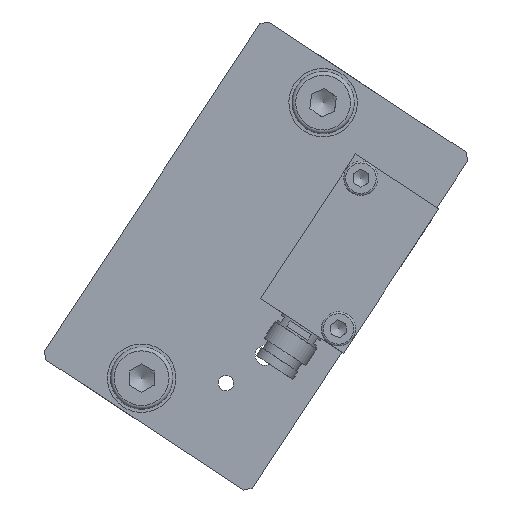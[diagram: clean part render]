
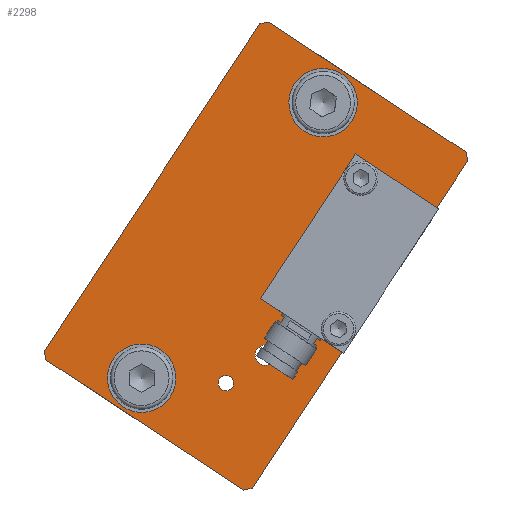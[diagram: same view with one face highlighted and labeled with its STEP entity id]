
A CAD part, left-side view. The second image highlights one B-rep face of the part: STEP entity #2298.
In plain terms, the highlighted planar face has unit normal (-1, 0, 0).
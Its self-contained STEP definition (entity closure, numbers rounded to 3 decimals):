
#168=LINE('',#3608,#304);
#173=LINE('',#3617,#309);
#179=LINE('',#3641,#315);
#181=LINE('',#3644,#317);
#182=LINE('',#3647,#318);
#186=LINE('',#3654,#322);
#188=LINE('',#3659,#324);
#193=LINE('',#3668,#329);
#194=LINE('',#3670,#330);
#195=LINE('',#3689,#331);
#196=LINE('',#3691,#332);
#197=LINE('',#3692,#333);
#304=VECTOR('',#2895,38.);
#309=VECTOR('',#2902,1.414);
#315=VECTOR('',#2924,9.);
#317=VECTOR('',#2926,26.2);
#318=VECTOR('',#2929,1.414);
#322=VECTOR('',#2935,38.);
#324=VECTOR('',#2939,1.414);
#329=VECTOR('',#2948,63.);
#330=VECTOR('',#2951,1.414);
#331=VECTOR('',#2976,15.65);
#332=VECTOR('',#2977,27.8);
#333=VECTOR('',#2978,15.65);
#425=PLANE('',#2501);
#509=FACE_BOUND('',#825,.T.);
#510=FACE_BOUND('',#826,.T.);
#511=FACE_BOUND('',#827,.T.);
#512=FACE_BOUND('',#828,.T.);
#630=FACE_OUTER_BOUND('',#824,.T.);
#824=EDGE_LOOP('',(#1821,#1822,#1823,#1824,#1825,#1826,#1827,#1828,#1829,
#1830,#1831,#1832));
#825=EDGE_LOOP('',(#1833));
#826=EDGE_LOOP('',(#1834));
#827=EDGE_LOOP('',(#1835));
#828=EDGE_LOOP('',(#1836));
#953=CIRCLE('',#2466,5.5);
#955=CIRCLE('',#2471,5.5);
#964=CIRCLE('',#2493,1.621);
#966=CIRCLE('',#2497,1.23);
#1110=VERTEX_POINT('',#3591);
#1112=VERTEX_POINT('',#3598);
#1114=VERTEX_POINT('',#3604);
#1116=VERTEX_POINT('',#3607);
#1119=VERTEX_POINT('',#3616);
#1128=VERTEX_POINT('',#3638);
#1129=VERTEX_POINT('',#3640);
#1130=VERTEX_POINT('',#3642);
#1131=VERTEX_POINT('',#3646);
#1133=VERTEX_POINT('',#3651);
#1135=VERTEX_POINT('',#3658);
#1137=VERTEX_POINT('',#3666);
#1139=VERTEX_POINT('',#3675);
#1141=VERTEX_POINT('',#3681);
#1143=VERTEX_POINT('',#3688);
#1144=VERTEX_POINT('',#3690);
#1347=EDGE_CURVE('',#1110,#1110,#953,.T.);
#1349=EDGE_CURVE('',#1112,#1112,#955,.T.);
#1352=EDGE_CURVE('',#1116,#1114,#168,.T.);
#1357=EDGE_CURVE('',#1116,#1119,#173,.T.);
#1369=EDGE_CURVE('',#1129,#1119,#179,.T.);
#1371=EDGE_CURVE('',#1128,#1130,#181,.T.);
#1372=EDGE_CURVE('',#1128,#1131,#182,.T.);
#1376=EDGE_CURVE('',#1133,#1131,#186,.T.);
#1378=EDGE_CURVE('',#1133,#1135,#188,.T.);
#1383=EDGE_CURVE('',#1137,#1135,#193,.T.);
#1384=EDGE_CURVE('',#1137,#1114,#194,.T.);
#1386=EDGE_CURVE('',#1139,#1139,#964,.T.);
#1388=EDGE_CURVE('',#1141,#1141,#966,.T.);
#1390=EDGE_CURVE('',#1130,#1143,#195,.T.);
#1391=EDGE_CURVE('',#1143,#1144,#196,.T.);
#1392=EDGE_CURVE('',#1144,#1129,#197,.T.);
#1821=ORIENTED_EDGE('',*,*,#1390,.T.);
#1822=ORIENTED_EDGE('',*,*,#1391,.T.);
#1823=ORIENTED_EDGE('',*,*,#1392,.T.);
#1824=ORIENTED_EDGE('',*,*,#1369,.T.);
#1825=ORIENTED_EDGE('',*,*,#1357,.F.);
#1826=ORIENTED_EDGE('',*,*,#1352,.T.);
#1827=ORIENTED_EDGE('',*,*,#1384,.F.);
#1828=ORIENTED_EDGE('',*,*,#1383,.T.);
#1829=ORIENTED_EDGE('',*,*,#1378,.F.);
#1830=ORIENTED_EDGE('',*,*,#1376,.T.);
#1831=ORIENTED_EDGE('',*,*,#1372,.F.);
#1832=ORIENTED_EDGE('',*,*,#1371,.T.);
#1833=ORIENTED_EDGE('',*,*,#1347,.T.);
#1834=ORIENTED_EDGE('',*,*,#1349,.T.);
#1835=ORIENTED_EDGE('',*,*,#1386,.T.);
#1836=ORIENTED_EDGE('',*,*,#1388,.T.);
#2298=ADVANCED_FACE('',(#630,#509,#510,#511,#512),#425,.F.);
#2466=AXIS2_PLACEMENT_3D('',#3592,#2876,#2877);
#2471=AXIS2_PLACEMENT_3D('',#3599,#2886,#2887);
#2493=AXIS2_PLACEMENT_3D('',#3676,#2958,#2959);
#2497=AXIS2_PLACEMENT_3D('',#3682,#2966,#2967);
#2501=AXIS2_PLACEMENT_3D('',#3687,#2974,#2975);
#2876=DIRECTION('center_axis',(1.,0.,0.));
#2877=DIRECTION('ref_axis',(0.,0.55,-0.835));
#2886=DIRECTION('center_axis',(1.,0.,0.));
#2887=DIRECTION('ref_axis',(0.,0.55,-0.835));
#2895=DIRECTION('',(0.,0.835,0.55));
#2902=DIRECTION('',(0.,-0.202,-0.979));
#2924=DIRECTION('',(0.,-0.55,0.835));
#2926=DIRECTION('',(0.,-0.55,0.835));
#2929=DIRECTION('',(0.,0.979,-0.202));
#2935=DIRECTION('',(0.,-0.835,-0.55));
#2939=DIRECTION('',(0.,0.202,0.979));
#2948=DIRECTION('',(0.,0.55,-0.835));
#2951=DIRECTION('',(0.,-0.979,0.202));
#2958=DIRECTION('center_axis',(1.,0.,0.));
#2959=DIRECTION('ref_axis',(0.,0.55,-0.835));
#2966=DIRECTION('center_axis',(1.,0.,0.));
#2967=DIRECTION('ref_axis',(0.,0.55,-0.835));
#2974=DIRECTION('center_axis',(1.,0.,0.));
#2975=DIRECTION('ref_axis',(0.,-0.55,0.835));
#2976=DIRECTION('',(0.,0.835,0.55));
#2977=DIRECTION('',(0.,-0.55,0.835));
#2978=DIRECTION('',(0.,-0.835,-0.55));
#3591=CARTESIAN_POINT('',(175.076,260.041,270.168));
#3592=CARTESIAN_POINT('Origin',(175.076,257.015,274.761));
#3598=CARTESIAN_POINT('',(175.076,289.192,225.905));
#3599=CARTESIAN_POINT('Origin',(175.076,286.167,230.499));
#3604=CARTESIAN_POINT('',(175.076,265.783,287.72));
#3607=CARTESIAN_POINT('',(175.076,234.047,266.819));
#3608=CARTESIAN_POINT('',(175.076,233.212,266.269));
#3616=CARTESIAN_POINT('',(175.076,233.762,265.434));
#3617=CARTESIAN_POINT('',(175.076,233.014,261.798));
#3638=CARTESIAN_POINT('',(175.076,268.414,212.82));
#3640=CARTESIAN_POINT('',(175.076,238.713,257.917));
#3641=CARTESIAN_POINT('',(175.076,268.964,211.984));
#3642=CARTESIAN_POINT('',(175.076,254.003,234.7));
#3644=CARTESIAN_POINT('',(175.076,268.964,211.984));
#3646=CARTESIAN_POINT('',(175.076,269.799,212.534));
#3647=CARTESIAN_POINT('',(175.076,264.778,213.568));
#3651=CARTESIAN_POINT('',(175.076,301.535,233.436));
#3654=CARTESIAN_POINT('',(175.076,302.37,233.986));
#3658=CARTESIAN_POINT('',(175.076,301.82,234.821));
#3659=CARTESIAN_POINT('',(175.076,302.568,238.457));
#3666=CARTESIAN_POINT('',(175.076,267.168,287.435));
#3668=CARTESIAN_POINT('',(175.076,266.618,288.27));
#3670=CARTESIAN_POINT('',(175.076,270.804,286.687));
#3675=CARTESIAN_POINT('',(175.076,267.207,232.834));
#3676=CARTESIAN_POINT('Origin',(175.076,266.315,234.188));
#3681=CARTESIAN_POINT('',(175.076,273.29,228.688));
#3682=CARTESIAN_POINT('Origin',(175.076,272.614,229.715));
#3687=CARTESIAN_POINT('Origin',(175.076,267.791,250.127));
#3688=CARTESIAN_POINT('',(175.076,267.073,243.308));
#3689=CARTESIAN_POINT('',(175.076,268.89,244.505));
#3690=CARTESIAN_POINT('',(175.076,251.783,266.525));
#3691=CARTESIAN_POINT('',(175.076,257.971,257.13));
#3692=CARTESIAN_POINT('',(175.076,246.918,263.321));
